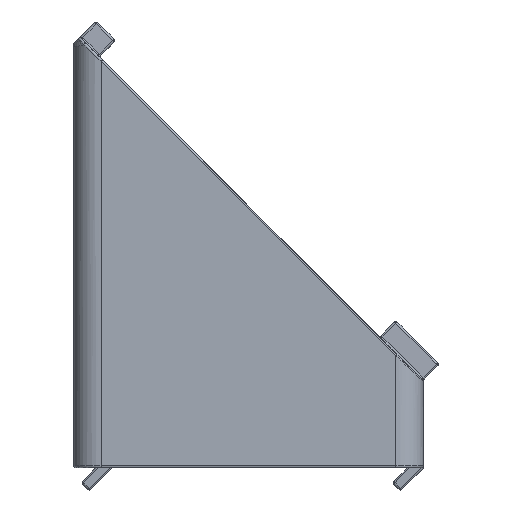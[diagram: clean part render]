
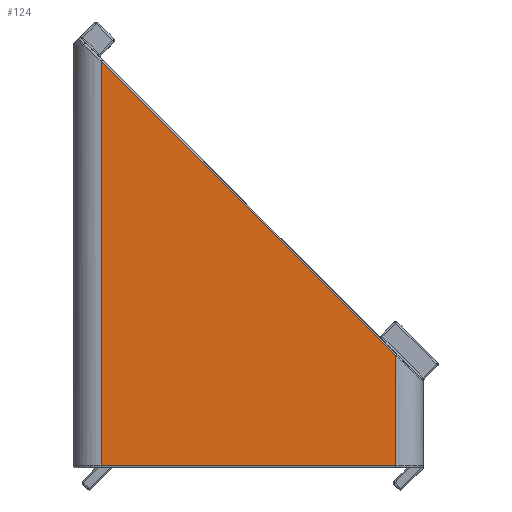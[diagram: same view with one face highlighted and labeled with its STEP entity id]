
A CAD part, left-side view. The second image highlights one B-rep face of the part: STEP entity #124.
In plain terms, the highlighted planar face has unit normal (-1, 0, 0).
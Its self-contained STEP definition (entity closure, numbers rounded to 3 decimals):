
#124 = ADVANCED_FACE ( 'NONE', ( #3081 ), #4136, .F. ) ;
#690 = VERTEX_POINT ( 'NONE', #2495 ) ;
#1137 = VERTEX_POINT ( 'NONE', #5405 ) ;
#1495 = CARTESIAN_POINT ( 'NONE',  ( -19.05, 17.691, 45.959 ) ) ;
#2093 = DIRECTION ( 'NONE',  ( 0., -1., 0. ) ) ;
#2349 = ORIENTED_EDGE ( 'NONE', *, *, #8121, .T. ) ;
#2495 = CARTESIAN_POINT ( 'NONE',  ( -19.05, 16.05, 0.2 ) ) ;
#2670 = CARTESIAN_POINT ( 'NONE',  ( -19.05, 16.05, 44.317 ) ) ;
#2791 = VECTOR ( 'NONE', #3340, 1000. ) ;
#3081 = FACE_OUTER_BOUND ( 'NONE', #3309, .T. ) ;
#3124 = VECTOR ( 'NONE', #2093, 1000. ) ;
#3309 = EDGE_LOOP ( 'NONE', ( #8802, #2349, #9131, #7370 ) ) ;
#3340 = DIRECTION ( 'NONE',  ( 0., 0., -1. ) ) ;
#4124 = CARTESIAN_POINT ( 'NONE',  ( -19.05, 16.05, 47.6 ) ) ;
#4136 = PLANE ( 'NONE',  #9106 ) ;
#4733 = LINE ( 'NONE', #9793, #3124 ) ;
#4990 = CARTESIAN_POINT ( 'NONE',  ( -19.05, 16.05, 47.6 ) ) ;
#5089 = LINE ( 'NONE', #1495, #5832 ) ;
#5405 = CARTESIAN_POINT ( 'NONE',  ( -19.05, -16.05, 0.2 ) ) ;
#5832 = VECTOR ( 'NONE', #5834, 1000. ) ;
#5834 = DIRECTION ( 'NONE',  ( 0., 0.707, 0.707 ) ) ;
#6190 = EDGE_CURVE ( 'NONE', #9278, #690, #11037, .T. ) ;
#6461 = CARTESIAN_POINT ( 'NONE',  ( -19.05, -16.05, 47.6 ) ) ;
#6575 = DIRECTION ( 'NONE',  ( 0., 1., 0. ) ) ;
#7197 = DIRECTION ( 'NONE',  ( 0., 0., -1. ) ) ;
#7370 = ORIENTED_EDGE ( 'NONE', *, *, #10612, .T. ) ;
#8121 = EDGE_CURVE ( 'NONE', #9119, #9278, #5089, .T. ) ;
#8802 = ORIENTED_EDGE ( 'NONE', *, *, #9022, .F. ) ;
#8944 = LINE ( 'NONE', #6461, #10779 ) ;
#9022 = EDGE_CURVE ( 'NONE', #9119, #1137, #8944, .T. ) ;
#9106 = AXIS2_PLACEMENT_3D ( 'NONE', #4990, #10938, #6575 ) ;
#9119 = VERTEX_POINT ( 'NONE', #11102 ) ;
#9131 = ORIENTED_EDGE ( 'NONE', *, *, #6190, .T. ) ;
#9278 = VERTEX_POINT ( 'NONE', #2670 ) ;
#9793 = CARTESIAN_POINT ( 'NONE',  ( -19.05, 16.05, 0.2 ) ) ;
#10612 = EDGE_CURVE ( 'NONE', #690, #1137, #4733, .T. ) ;
#10779 = VECTOR ( 'NONE', #7197, 1000. ) ;
#10938 = DIRECTION ( 'NONE',  ( 1., 0., 0. ) ) ;
#11037 = LINE ( 'NONE', #4124, #2791 ) ;
#11102 = CARTESIAN_POINT ( 'NONE',  ( -19.05, -16.05, 12.217 ) ) ;
